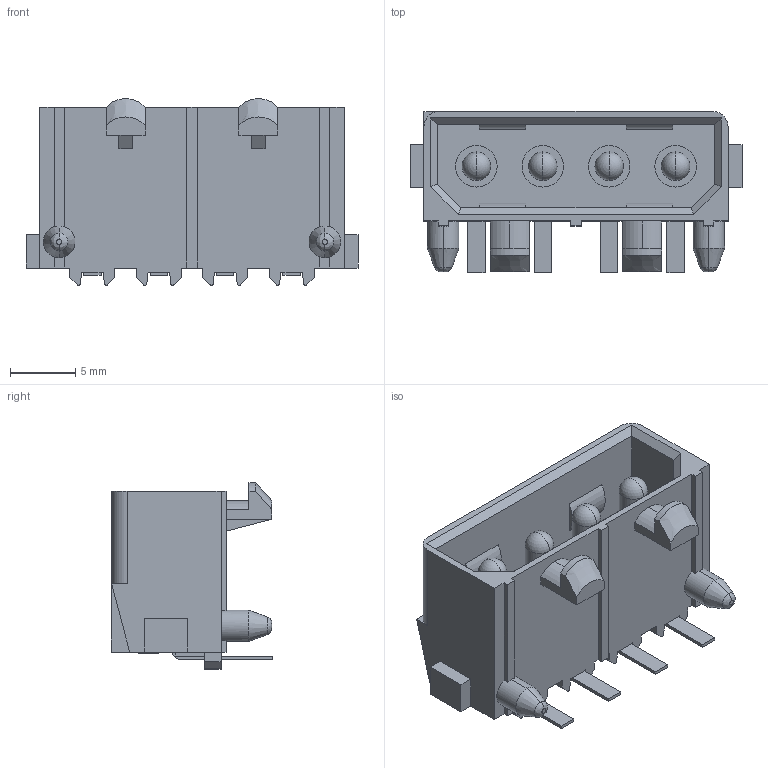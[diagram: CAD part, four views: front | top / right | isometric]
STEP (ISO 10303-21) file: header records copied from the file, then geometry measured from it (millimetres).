
FILE_DESCRIPTION(('STEP AP242'),'1');
FILE_NAME('1-641737-1.stp','2021-07-18T05:45:20',('TraceParts'),('TraceParts S.A.'),'Spatial InterOp 3D',' ',' ');
FILE_SCHEMA(('AP242_MANAGED_MODEL_BASED_3D_ENGINEERING_MIM_LF {1 0 10303 442 1 1 4}'));
Length unit declared in the file: millimetre
Products named in the file (1): 1-641737-1
Bounding box: 25.4 x 12.32 x 14.27 mm (x, y, z)
Volume: 1434 mm3; surface area: 2104.4 mm2
Topology: 1 solids, 1 shells, 246 faces, 653 edges, 417 vertices
Faces by surface type: plane 176, cylinder 52, sphere 8, bspline 6, cone 4
Entity records: 7662 total; most frequent: CARTESIAN_POINT 1487, ORIENTED_EDGE 1290, DIRECTION 1261, EDGE_CURVE 645, LINE 511, VECTOR 511, VERTEX_POINT 417, AXIS2_PLACEMENT_3D 375
